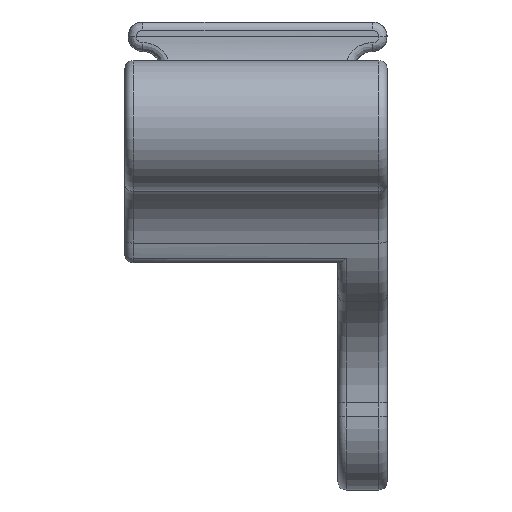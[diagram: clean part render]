
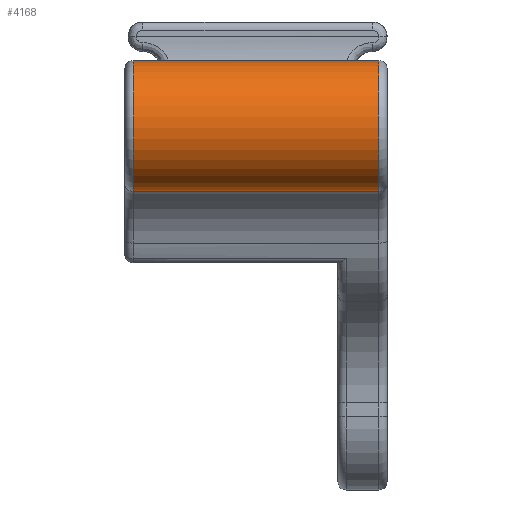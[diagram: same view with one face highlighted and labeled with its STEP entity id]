
A CAD part, front view. The second image highlights one B-rep face of the part: STEP entity #4168.
In plain terms, the highlighted cylindrical face has radius 4 mm (diameter 8 mm), a partial arc.
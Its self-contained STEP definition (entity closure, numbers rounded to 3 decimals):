
#96=CYLINDRICAL_SURFACE('',#4553,4.);
#281=LINE('',#7217,#512);
#282=LINE('',#7218,#513);
#512=VECTOR('',#5362,10.);
#513=VECTOR('',#5363,10.);
#900=FACE_OUTER_BOUND('',#1164,.T.);
#1164=EDGE_LOOP('',(#3068,#3069,#3070,#3071));
#1509=CIRCLE('',#4550,4.);
#1512=CIRCLE('',#4554,4.);
#1885=VERTEX_POINT('',#7208);
#1886=VERTEX_POINT('',#7209);
#1887=VERTEX_POINT('',#7214);
#1888=VERTEX_POINT('',#7215);
#2332=EDGE_CURVE('',#1885,#1886,#1509,.T.);
#2335=EDGE_CURVE('',#1887,#1888,#1512,.T.);
#2336=EDGE_CURVE('',#1886,#1887,#281,.T.);
#2337=EDGE_CURVE('',#1888,#1885,#282,.T.);
#3068=ORIENTED_EDGE('',*,*,#2335,.F.);
#3069=ORIENTED_EDGE('',*,*,#2336,.F.);
#3070=ORIENTED_EDGE('',*,*,#2332,.F.);
#3071=ORIENTED_EDGE('',*,*,#2337,.F.);
#4168=ADVANCED_FACE('',(#900),#96,.T.);
#4550=AXIS2_PLACEMENT_3D('',#7210,#5352,#5353);
#4553=AXIS2_PLACEMENT_3D('',#7213,#5358,#5359);
#4554=AXIS2_PLACEMENT_3D('',#7216,#5360,#5361);
#5352=DIRECTION('center_axis',(1.,0.,0.));
#5353=DIRECTION('ref_axis',(0.,-0.954,0.298));
#5358=DIRECTION('center_axis',(1.,0.,0.));
#5359=DIRECTION('ref_axis',(0.,-1.,0.));
#5360=DIRECTION('center_axis',(-1.,0.,0.));
#5361=DIRECTION('ref_axis',(0.,-0.954,0.298));
#5362=DIRECTION('',(-1.,0.,0.));
#5363=DIRECTION('',(1.,0.,0.));
#7208=CARTESIAN_POINT('',(32.402,-6.079,72.976));
#7209=CARTESIAN_POINT('',(32.402,-8.024,66.754));
#7210=CARTESIAN_POINT('Origin',(32.402,-9.264,70.557));
#7213=CARTESIAN_POINT('Origin',(16.902,-9.264,70.557));
#7214=CARTESIAN_POINT('',(17.402,-8.024,66.754));
#7215=CARTESIAN_POINT('',(17.402,-6.079,72.976));
#7216=CARTESIAN_POINT('Origin',(17.402,-9.264,70.557));
#7217=CARTESIAN_POINT('',(16.902,-8.024,66.754));
#7218=CARTESIAN_POINT('',(16.902,-6.079,72.976));
